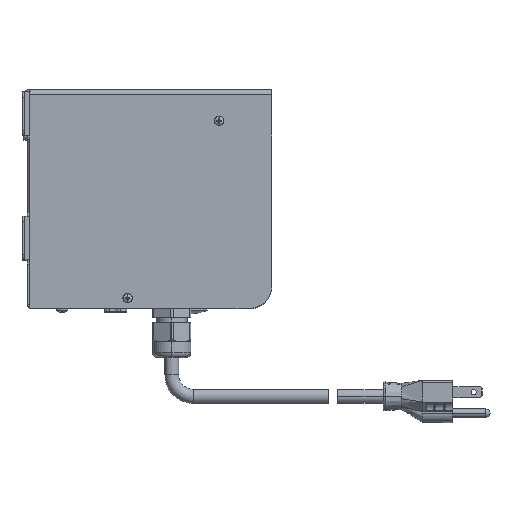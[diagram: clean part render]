
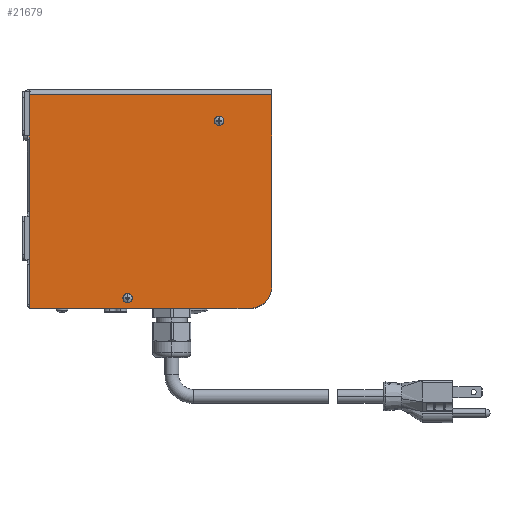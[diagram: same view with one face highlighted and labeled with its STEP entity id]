
A CAD part, top view. The second image highlights one B-rep face of the part: STEP entity #21679.
In plain terms, the highlighted planar face has unit normal (0, 0, 1).
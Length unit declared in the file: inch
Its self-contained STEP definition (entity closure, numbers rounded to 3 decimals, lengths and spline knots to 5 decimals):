
#121 = CIRCLE ( 'NONE', #80816, 0.5 ) ;
#424 = CIRCLE ( 'NONE', #94032, 0.075 ) ;
#2276 = EDGE_CURVE ( 'NONE', #6552, #106792, #6716, .T. ) ;
#3595 = CARTESIAN_POINT ( 'NONE',  ( 2.2815, -4.46, 2.633 ) ) ;
#6552 = VERTEX_POINT ( 'NONE', #102512 ) ;
#6716 = LINE ( 'NONE', #41371, #100339 ) ;
#7305 = CIRCLE ( 'NONE', #9069, 0.075 ) ;
#7751 = DIRECTION ( 'NONE',  ( 0., 0., 1. ) ) ;
#7768 = VERTEX_POINT ( 'NONE', #44792 ) ;
#7968 = DIRECTION ( 'NONE',  ( -0.707, 0.707, 0. ) ) ;
#9069 = AXIS2_PLACEMENT_3D ( 'NONE', #40062, #103530, #49177 ) ;
#11647 = AXIS2_PLACEMENT_3D ( 'NONE', #62043, #7751, #71161 ) ;
#12674 = DIRECTION ( 'NONE',  ( 0., 1., 0. ) ) ;
#14439 = DIRECTION ( 'NONE',  ( 0., -1., 0. ) ) ;
#14751 = CARTESIAN_POINT ( 'NONE',  ( 2.7815, -4.46, 2.633 ) ) ;
#14907 = CIRCLE ( 'NONE', #11647, 0.075 ) ;
#17413 = EDGE_LOOP ( 'NONE', ( #53747, #47271, #78577, #87186, #115803, #18018 ) ) ;
#18018 = ORIENTED_EDGE ( 'NONE', *, *, #34240, .F. ) ;
#20402 = DIRECTION ( 'NONE',  ( 0., 0., -1. ) ) ;
#20551 = VERTEX_POINT ( 'NONE', #82267 ) ;
#21679 = ADVANCED_FACE ( 'Face2', ( #114800, #117635, #45252 ), #74770, .F. ) ;
#22654 = EDGE_CURVE ( 'NONE', #29219, #92287, #78699, .T. ) ;
#29219 = VERTEX_POINT ( 'NONE', #59605 ) ;
#30648 = CARTESIAN_POINT ( 'NONE',  ( 2.7815, -0.063, 2.633 ) ) ;
#31835 = CARTESIAN_POINT ( 'NONE',  ( 2.7815, -4.96, 2.633 ) ) ;
#33149 = EDGE_CURVE ( 'NONE', #107966, #6552, #113568, .T. ) ;
#33221 = EDGE_CURVE ( 'NONE', #20551, #29219, #107865, .T. ) ;
#33697 = EDGE_CURVE ( 'NONE', #106792, #20551, #121, .T. ) ;
#34240 = EDGE_CURVE ( 'NONE', #92287, #107966, #96531, .T. ) ;
#34887 = CARTESIAN_POINT ( 'NONE',  ( 0.02, -7.7215, 2.633 ) ) ;
#35453 = VECTOR ( 'NONE', #86161, 39.37008 ) ;
#37818 = CARTESIAN_POINT ( 'NONE',  ( -0.5285, -4.727, 2.633 ) ) ;
#40062 = CARTESIAN_POINT ( 'NONE',  ( 1.5485, -0.663, 2.633 ) ) ;
#41371 = CARTESIAN_POINT ( 'NONE',  ( 2.7815, 0., 2.633 ) ) ;
#44792 = CARTESIAN_POINT ( 'NONE',  ( 1.5485, -0.738, 2.633 ) ) ;
#45252 = FACE_OUTER_BOUND ( 'NONE', #17413, .T. ) ;
#46938 = DIRECTION ( 'NONE',  ( 0., 1., 0. ) ) ;
#47271 = ORIENTED_EDGE ( 'NONE', *, *, #33221, .F. ) ;
#48446 = DIRECTION ( 'NONE',  ( 0., 1., 0. ) ) ;
#48881 = VERTEX_POINT ( 'NONE', #107140 ) ;
#49177 = DIRECTION ( 'NONE',  ( 0., 1., 0. ) ) ;
#50033 = DIRECTION ( 'NONE',  ( 0., 0., 1. ) ) ;
#53747 = ORIENTED_EDGE ( 'NONE', *, *, #22654, .F. ) ;
#54482 = VECTOR ( 'NONE', #7968, 39.37008 ) ;
#57435 = ORIENTED_EDGE ( 'NONE', *, *, #72833, .F. ) ;
#58129 = EDGE_LOOP ( 'NONE', ( #63877, #82176 ) ) ;
#59605 = CARTESIAN_POINT ( 'NONE',  ( -2.7415, -4.96, 2.633 ) ) ;
#62043 = CARTESIAN_POINT ( 'NONE',  ( 1.5485, -0.663, 2.633 ) ) ;
#63877 = ORIENTED_EDGE ( 'NONE', *, *, #109107, .F. ) ;
#65274 = VECTOR ( 'NONE', #67134, 39.37008 ) ;
#66185 = AXIS2_PLACEMENT_3D ( 'NONE', #92193, #20402, #83844 ) ;
#66443 = ORIENTED_EDGE ( 'NONE', *, *, #102665, .F. ) ;
#66699 = CARTESIAN_POINT ( 'NONE',  ( -2.7815, -4.96, 2.633 ) ) ;
#66995 = DIRECTION ( 'NONE',  ( 0., 0., -1. ) ) ;
#67134 = DIRECTION ( 'NONE',  ( 1., 0., 0. ) ) ;
#71161 = DIRECTION ( 'NONE',  ( 0., 1., 0. ) ) ;
#72833 = EDGE_CURVE ( 'NONE', #48881, #7768, #7305, .T. ) ;
#74770 = PLANE ( 'NONE',  #66185 ) ;
#77897 = CARTESIAN_POINT ( 'NONE',  ( -0.5285, -4.652, 2.633 ) ) ;
#78577 = ORIENTED_EDGE ( 'NONE', *, *, #33697, .F. ) ;
#78699 = LINE ( 'NONE', #34887, #54482 ) ;
#80816 = AXIS2_PLACEMENT_3D ( 'NONE', #3595, #66995, #12674 ) ;
#82176 = ORIENTED_EDGE ( 'NONE', *, *, #89186, .F. ) ;
#82267 = CARTESIAN_POINT ( 'NONE',  ( 2.2815, -4.96, 2.633 ) ) ;
#83844 = DIRECTION ( 'NONE',  ( 0., 1., 0. ) ) ;
#86161 = DIRECTION ( 'NONE',  ( -1., 0., 0. ) ) ;
#87186 = ORIENTED_EDGE ( 'NONE', *, *, #2276, .F. ) ;
#89186 = EDGE_CURVE ( 'Edge5', #91211, #103085, #111278, .T. ) ;
#89296 = CARTESIAN_POINT ( 'NONE',  ( -0.5285, -4.802, 2.633 ) ) ;
#91211 = VERTEX_POINT ( 'NONE', #89296 ) ;
#92193 = CARTESIAN_POINT ( 'NONE',  ( 2.7815, -4.96, 2.633 ) ) ;
#92287 = VERTEX_POINT ( 'NONE', #95967 ) ;
#94032 = AXIS2_PLACEMENT_3D ( 'NONE', #37818, #101278, #46938 ) ;
#95967 = CARTESIAN_POINT ( 'NONE',  ( -2.7815, -4.92, 2.633 ) ) ;
#96531 = LINE ( 'NONE', #66699, #99318 ) ;
#99318 = VECTOR ( 'NONE', #48446, 39.37008 ) ;
#100339 = VECTOR ( 'NONE', #14439, 39.37008 ) ;
#101278 = DIRECTION ( 'NONE',  ( 0., 0., 1. ) ) ;
#101451 = EDGE_LOOP ( 'NONE', ( #57435, #66443 ) ) ;
#101766 = AXIS2_PLACEMENT_3D ( 'NONE', #104392, #50033, #113519 ) ;
#102512 = CARTESIAN_POINT ( 'NONE',  ( 2.7815, -0.063, 2.633 ) ) ;
#102665 = EDGE_CURVE ( 'NONE', #7768, #48881, #14907, .T. ) ;
#103085 = VERTEX_POINT ( 'NONE', #77897 ) ;
#103530 = DIRECTION ( 'NONE',  ( 0., 0., 1. ) ) ;
#104392 = CARTESIAN_POINT ( 'NONE',  ( -0.5285, -4.727, 2.633 ) ) ;
#106792 = VERTEX_POINT ( 'NONE', #14751 ) ;
#107140 = CARTESIAN_POINT ( 'NONE',  ( 1.5485, -0.588, 2.633 ) ) ;
#107865 = LINE ( 'NONE', #31835, #35453 ) ;
#107966 = VERTEX_POINT ( 'NONE', #108043 ) ;
#108043 = CARTESIAN_POINT ( 'NONE',  ( -2.7815, -0.063, 2.633 ) ) ;
#109107 = EDGE_CURVE ( 'Edge5', #103085, #91211, #424, .T. ) ;
#111278 = CIRCLE ( 'NONE', #101766, 0.075 ) ;
#113519 = DIRECTION ( 'NONE',  ( 0., 1., 0. ) ) ;
#113568 = LINE ( 'NONE', #30648, #65274 ) ;
#114800 = FACE_BOUND ( 'NONE', #101451, .T. ) ;
#115803 = ORIENTED_EDGE ( 'NONE', *, *, #33149, .F. ) ;
#117635 = FACE_BOUND ( 'NONE', #58129, .T. ) ;
